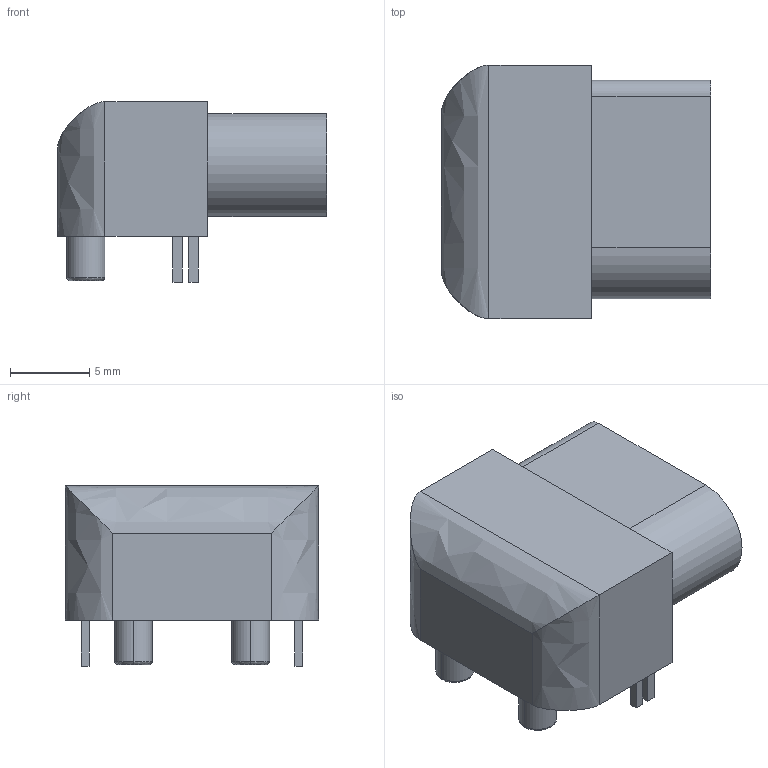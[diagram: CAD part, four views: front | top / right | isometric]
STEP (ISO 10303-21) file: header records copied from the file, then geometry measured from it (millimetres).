
FILE_DESCRIPTION(('CATIA V5 STEP Exchange'),'2;1');
FILE_NAME('XT60PW-F20_Connector.stp','2022-05-20T16:18:42+00:00',('none'),('none'),'CATIA Version 5-6 Release 2018 SP6','CATIA V5 STEP AP203','none');
FILE_SCHEMA(('CONFIG_CONTROL_DESIGN'));
Length unit declared in the file: millimetre
Products named in the file (1): XT60PW-F20_Connector
Bounding box: 17 x 16 x 11.4 mm (x, y, z)
Volume: 1680.5 mm3; surface area: 1338.9 mm2
Topology: 7 solids, 7 shells, 67 faces, 141 edges, 92 vertices
Faces by surface type: plane 47, cylinder 13, bspline 7
Entity records: 2229 total; most frequent: CARTESIAN_POINT 916, ORIENTED_EDGE 282, DIRECTION 199, EDGE_CURVE 141, VECTOR 97, LINE 97, VERTEX_POINT 92, EDGE_LOOP 71
